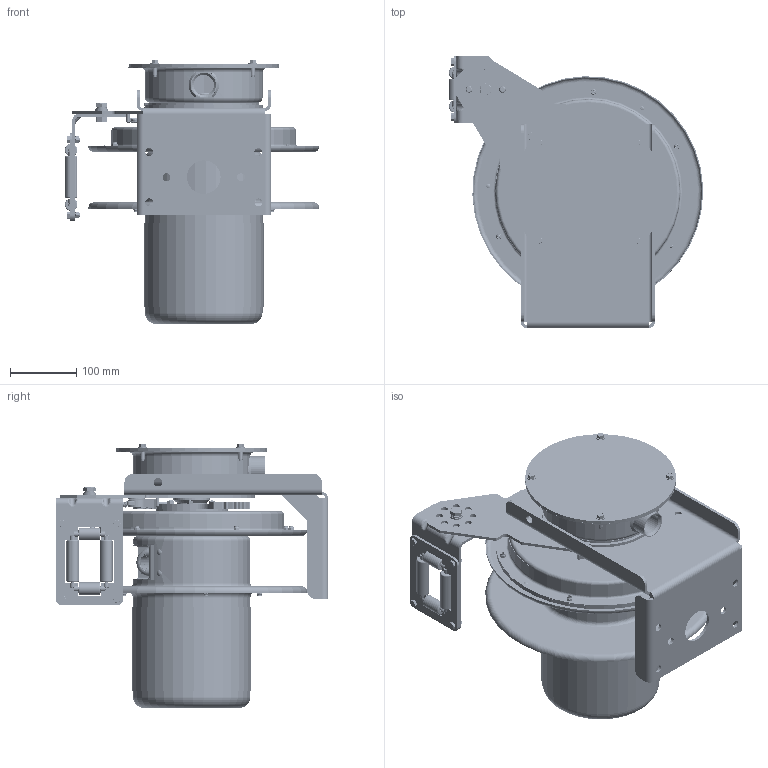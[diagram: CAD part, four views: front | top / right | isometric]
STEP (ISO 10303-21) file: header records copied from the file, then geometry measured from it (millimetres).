
FILE_DESCRIPTION(/* description */ (''),/* implementation_level */ '2;1');
FILE_NAME(/* name */ 'C14-X12-RETRIEVE (SW).stp',/* time_stamp */ '2017-07-25T13:49:24-05:00',/* author */ ('sklawitter'),/* organization */ (''),/* preprocessor_version */ 'ST-DEVELOPER v16.1',/* originating_system */ 'Autodesk Inventor 2016',/* authorisation */ '');
FILE_SCHEMA (('AUTOMOTIVE_DESIGN { 1 0 10303 214 3 1 1 }'));
Products named in the file (1): C14-X12-RETRIEVE (SW)
Bounding box: 384.72 x 411.6 x 399.4 mm (x, y, z)
Volume: 2765322.6 mm3; surface area: 2376871.9 mm2
Topology: 159 solids, 159 shells, 3183 faces, 7591 edges, 4749 vertices
Faces by surface type: plane 1260, cylinder 1033, cone 468, torus 194, bspline 177, sphere 51
Full cylindrical faces by diameter (mm): 1.143 x2, 1.316 x2, 1.905 x1, 2.718 x3, 3.708 x9, 3.962 x6, 3.969 x4, 4.039 x4, 4.134 x19, 4.762 x4, 4.775 x2, 4.917 x5, 4.928 x1, 4.999 x24, 5.004 x24, 5.055 x8, 5.156 x4, 5.359 x4, 5.41 x12, 5.563 x12, 5.954 x4, 6 x6, 6.071 x3, 6.35 x55, 6.655 x1, 6.756 x4, 6.8 x11, 6.858 x1, 6.96 x1, 7.137 x5
Entity records: 98688 total; most frequent: CARTESIAN_POINT 26320, DIRECTION 14590, ORIENTED_EDGE 13268, EDGE_CURVE 6634, AXIS2_PLACEMENT_3D 6099, VERTEX_POINT 4519, EDGE_LOOP 4483, STYLED_ITEM 3273
